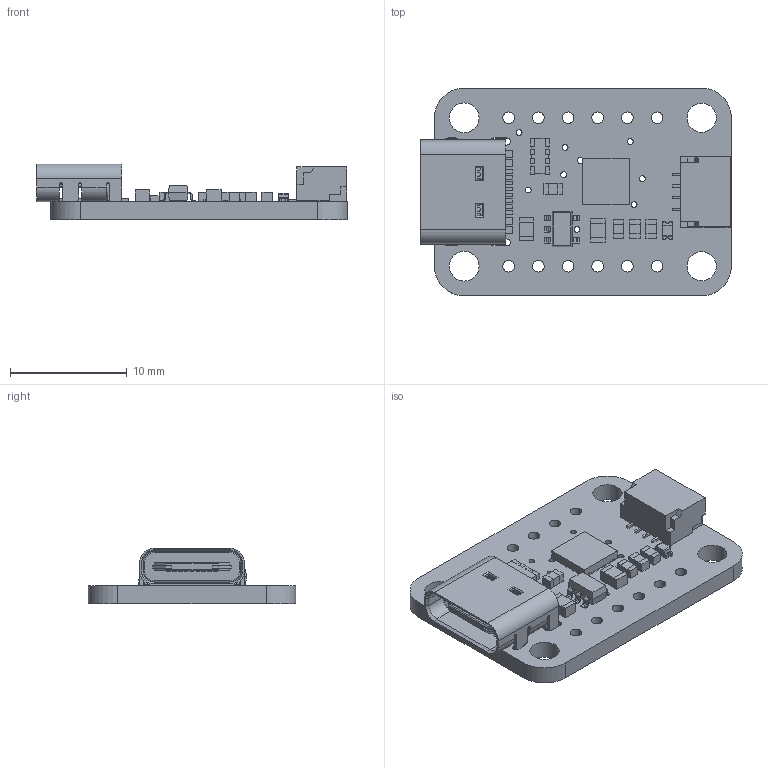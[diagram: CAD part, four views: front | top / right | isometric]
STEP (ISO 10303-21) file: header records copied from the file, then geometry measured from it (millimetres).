
FILE_DESCRIPTION(/* description */ ('','CAx-IF Rec.Pracs.---Representation and Presentation of Product Manufacturing Information (PMI)---4.0---2014-10-13'),/* implementation_level */ '2;1');
FILE_NAME(/* name */ 'PCB Component.step',/* time_stamp */ '2025-03-13T12:58:04-04:00',/* author */ (''),/* organization */ (''),/* preprocessor_version */ 'ST-DEVELOPER v20',/* originating_system */ 'Autodesk Translation Framework v13.20.0.188',/* authorisation */ '');
FILE_SCHEMA (('AP242_MANAGED_MODEL_BASED_3D_ENGINEERING_MIM_LF { 1 0 10303 442 1 1 4 }'));
Length unit declared in the file: millimetre
Products named in the file (10): PCB Component; Board; 10uF; 1uF; green; USBC; STEMMA_I2C_QT; AP2112-3.3; MCP2221_ML; 5.1K
Assembly tree (13 placements, depth 2):
  PCB Component
    Board
    10uF  x2
    1uF  x4
    green
    USBC
    STEMMA_I2C_QT
    AP2112-3.3
    MCP2221_ML
    5.1K
Bounding box: 26.58 x 17.78 x 4.77 mm (x, y, z)
Volume: 827 mm3; surface area: 1866.6 mm2
Topology: 42 solids, 42 shells, 1101 faces, 2885 edges, 1892 vertices
Faces by surface type: plane 860, cylinder 213, torus 10, bspline 6, sphere 6, cone 6
Full cylindrical faces by diameter (mm): 0.5 x18, 0.65 x2, 1 x12, 2.5 x2, 2.54 x2
Entity records: 33258 total; most frequent: CARTESIAN_POINT 5763, ORIENTED_EDGE 5470, DIRECTION 5293, EDGE_CURVE 2735, LINE 2277, VECTOR 2277, VERTEX_POINT 1796, AXIS2_PLACEMENT_3D 1508
